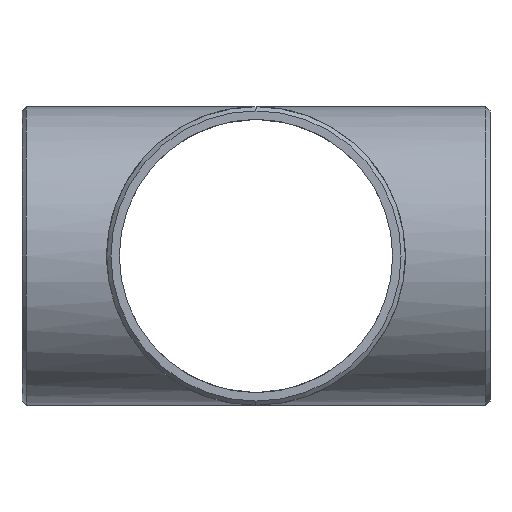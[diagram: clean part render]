
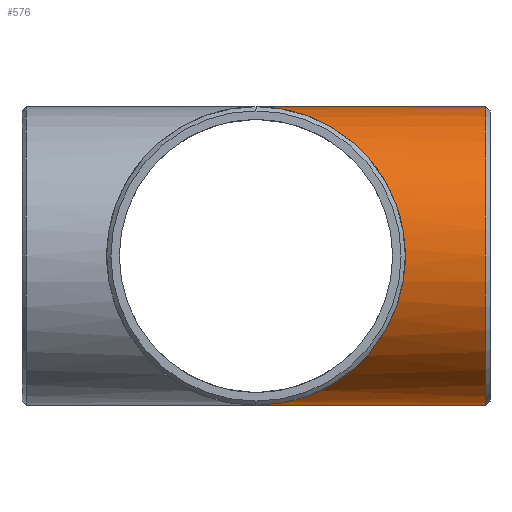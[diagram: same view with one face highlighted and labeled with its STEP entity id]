
A CAD part, left-side view. The second image highlights one B-rep face of the part: STEP entity #576.
In plain terms, the highlighted cylindrical face has radius 178 mm (diameter 356 mm), a partial arc.
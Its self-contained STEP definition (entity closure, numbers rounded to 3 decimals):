
#9 = ORIENTED_EDGE ( 'NONE', *, *, #362, .F. ) ;
#39 = VERTEX_POINT ( 'NONE', #771 ) ;
#41 = LINE ( 'NONE', #471, #79 ) ;
#79 = VECTOR ( 'NONE', #151, 1000. ) ;
#130 = CIRCLE ( 'NONE', #417, 178. ) ;
#145 = EDGE_CURVE ( 'NONE', #244, #262, #41, .T. ) ;
#151 = DIRECTION ( 'NONE',  ( 0., 1., 0. ) ) ;
#152 = DIRECTION ( 'NONE',  ( 0., 0., -1. ) ) ;
#218 = FACE_OUTER_BOUND ( 'NONE', #419, .T. ) ;
#244 = VERTEX_POINT ( 'NONE', #555 ) ;
#261 = CARTESIAN_POINT ( 'NONE',  ( -356., -356., 178. ) ) ;
#262 = VERTEX_POINT ( 'NONE', #797 ) ;
#295 = CARTESIAN_POINT ( 'NONE',  ( 0., -273.97, 178. ) ) ;
#313 = EDGE_CURVE ( 'NONE', #244, #733, #130, .T. ) ;
#333 = CARTESIAN_POINT ( 'NONE',  ( 0., -279., 178. ) ) ;
#362 = EDGE_CURVE ( 'NONE', #262, #39, #628, .T. ) ;
#395 = CARTESIAN_POINT ( 'NONE',  ( 0., 0., -178. ) ) ;
#400 = DIRECTION ( 'NONE',  ( 0., 1., 0. ) ) ;
#407 = DIRECTION ( 'NONE',  ( 0., 1., 0. ) ) ;
#414 = VECTOR ( 'NONE', #400, 1000. ) ;
#417 = AXIS2_PLACEMENT_3D ( 'NONE', #793, #426, #745 ) ;
#419 = EDGE_LOOP ( 'NONE', ( #751, #681, #9, #549 ) ) ;
#426 = DIRECTION ( 'NONE',  ( 0., 1., 0. ) ) ;
#442 = AXIS2_PLACEMENT_3D ( 'NONE', #712, #407, #152 ) ;
#471 = CARTESIAN_POINT ( 'NONE',  ( 0., -279., -178. ) ) ;
#510 = EDGE_CURVE ( 'NONE', #733, #39, #709, .T. ) ;
#514 = CARTESIAN_POINT ( 'NONE',  ( 0., 0., 178. ) ) ;
#549 = ORIENTED_EDGE ( 'NONE', *, *, #145, .F. ) ;
#555 = CARTESIAN_POINT ( 'NONE',  ( 0., -273.97, -178. ) ) ;
#576 = ADVANCED_FACE ( 'NONE', ( #218 ), #781, .T. ) ;
#628 =( BOUNDED_CURVE ( )  B_SPLINE_CURVE ( 3, ( #395, #699, #261, #514 ),
 .UNSPECIFIED., .F., .T. ) 
 B_SPLINE_CURVE_WITH_KNOTS ( ( 4, 4 ),
 ( 4.712, 7.854 ),
 .UNSPECIFIED. ) 
 CURVE ( )  GEOMETRIC_REPRESENTATION_ITEM ( )  RATIONAL_B_SPLINE_CURVE ( ( 1., 0.333, 0.333, 1. ) ) 
 REPRESENTATION_ITEM ( '' )  );
#681 = ORIENTED_EDGE ( 'NONE', *, *, #510, .T. ) ;
#699 = CARTESIAN_POINT ( 'NONE',  ( -356., -356., -178. ) ) ;
#709 = LINE ( 'NONE', #333, #414 ) ;
#712 = CARTESIAN_POINT ( 'NONE',  ( 0., -279., 0. ) ) ;
#733 = VERTEX_POINT ( 'NONE', #295 ) ;
#745 = DIRECTION ( 'NONE',  ( 0., 0., -1. ) ) ;
#751 = ORIENTED_EDGE ( 'NONE', *, *, #313, .T. ) ;
#771 = CARTESIAN_POINT ( 'NONE',  ( 0., 0., 178. ) ) ;
#781 = CYLINDRICAL_SURFACE ( 'NONE', #442, 178. ) ;
#793 = CARTESIAN_POINT ( 'NONE',  ( 0., -273.97, 0. ) ) ;
#797 = CARTESIAN_POINT ( 'NONE',  ( 0., 0., -178. ) ) ;
